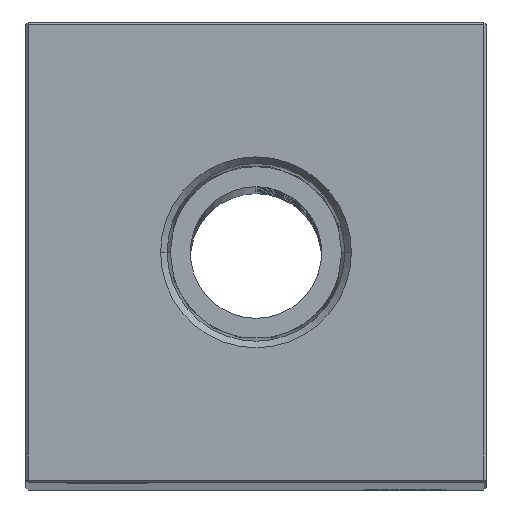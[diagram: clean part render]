
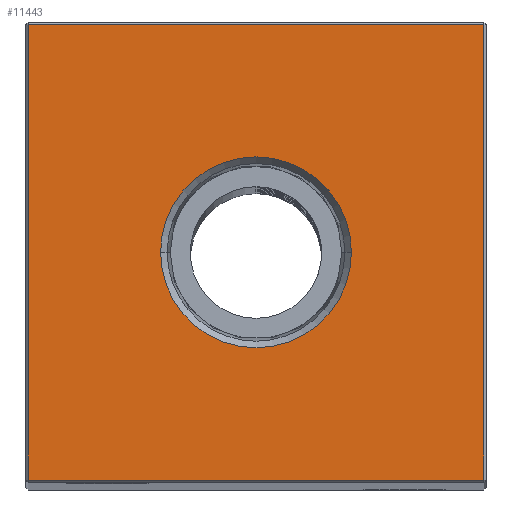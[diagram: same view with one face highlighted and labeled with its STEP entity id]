
A CAD part, top view. The second image highlights one B-rep face of the part: STEP entity #11443.
In plain terms, the highlighted planar face has unit normal (0, 0, 1).
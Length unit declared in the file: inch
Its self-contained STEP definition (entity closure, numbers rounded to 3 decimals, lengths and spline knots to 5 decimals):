
#1025 = CARTESIAN_POINT ( 'NONE',  ( 0., 0., 16. ) ) ;
#1485 = DIRECTION ( 'NONE',  ( 0., -1., 0. ) ) ;
#1815 = EDGE_LOOP ( 'NONE', ( #25104, #15439, #6878, #17472 ) ) ;
#2089 = CARTESIAN_POINT ( 'NONE',  ( -0.3626, 0., 16. ) ) ;
#2540 = CARTESIAN_POINT ( 'NONE',  ( 0.3626, 0., 16. ) ) ;
#2877 = DIRECTION ( 'NONE',  ( 0., 1., 0. ) ) ;
#4284 = EDGE_CURVE ( 'NONE', #7800, #15680, #27207, .T. ) ;
#4712 = EDGE_CURVE ( 'NONE', #27554, #22645, #10515, .T. ) ;
#4788 = CARTESIAN_POINT ( 'NONE',  ( 0.865, 0., 16. ) ) ;
#5144 = CARTESIAN_POINT ( 'NONE',  ( 0., 0., 16. ) ) ;
#5185 = ORIENTED_EDGE ( 'NONE', *, *, #26101, .F. ) ;
#6249 = CARTESIAN_POINT ( 'NONE',  ( 0., 0.865, 16. ) ) ;
#6821 = DIRECTION ( 'NONE',  ( 1., 0., 0. ) ) ;
#6878 = ORIENTED_EDGE ( 'NONE', *, *, #15278, .T. ) ;
#7800 = VERTEX_POINT ( 'NONE', #2540 ) ;
#8079 = AXIS2_PLACEMENT_3D ( 'NONE', #27169, #27028, #6821 ) ;
#8140 = CARTESIAN_POINT ( 'NONE',  ( -0.865, 0.865, 16. ) ) ;
#8927 = EDGE_CURVE ( 'NONE', #12161, #12985, #24265, .T. ) ;
#9399 = DIRECTION ( 'NONE',  ( -1., 0., 0. ) ) ;
#9941 = VECTOR ( 'NONE', #1485, 39.37008 ) ;
#9977 = DIRECTION ( 'NONE',  ( 0., 0., 1. ) ) ;
#9983 = DIRECTION ( 'NONE',  ( 0., 0., -1. ) ) ;
#10436 = CIRCLE ( 'NONE', #8079, 0.3626 ) ;
#10515 = LINE ( 'NONE', #6249, #10837 ) ;
#10837 = VECTOR ( 'NONE', #21808, 39.37008 ) ;
#11443 = ADVANCED_FACE ( 'NONE', ( #20698, #25093 ), #14384, .F. ) ;
#12135 = VECTOR ( 'NONE', #2877, 39.37008 ) ;
#12161 = VERTEX_POINT ( 'NONE', #23344 ) ;
#12163 = CARTESIAN_POINT ( 'NONE',  ( 0.865, 0.865, 16. ) ) ;
#12237 = ORIENTED_EDGE ( 'NONE', *, *, #4284, .F. ) ;
#12707 = VECTOR ( 'NONE', #24126, 39.37008 ) ;
#12985 = VERTEX_POINT ( 'NONE', #17543 ) ;
#14384 = PLANE ( 'NONE',  #23302 ) ;
#15278 = EDGE_CURVE ( 'NONE', #12985, #27554, #27059, .T. ) ;
#15439 = ORIENTED_EDGE ( 'NONE', *, *, #8927, .T. ) ;
#15680 = VERTEX_POINT ( 'NONE', #2089 ) ;
#17472 = ORIENTED_EDGE ( 'NONE', *, *, #4712, .T. ) ;
#17543 = CARTESIAN_POINT ( 'NONE',  ( 0.865, -0.865, 16. ) ) ;
#19069 = DIRECTION ( 'NONE',  ( 1., 0., 0. ) ) ;
#20698 = FACE_OUTER_BOUND ( 'NONE', #1815, .T. ) ;
#21583 = LINE ( 'NONE', #23784, #9941 ) ;
#21808 = DIRECTION ( 'NONE',  ( -1., 0., 0. ) ) ;
#22545 = AXIS2_PLACEMENT_3D ( 'NONE', #1025, #9977, #19069 ) ;
#22645 = VERTEX_POINT ( 'NONE', #8140 ) ;
#22998 = EDGE_LOOP ( 'NONE', ( #12237, #5185 ) ) ;
#23302 = AXIS2_PLACEMENT_3D ( 'NONE', #5144, #9983, #9399 ) ;
#23344 = CARTESIAN_POINT ( 'NONE',  ( -0.865, -0.865, 16. ) ) ;
#23784 = CARTESIAN_POINT ( 'NONE',  ( -0.865, 0., 16. ) ) ;
#23974 = CARTESIAN_POINT ( 'NONE',  ( 0., -0.865, 16. ) ) ;
#24126 = DIRECTION ( 'NONE',  ( 1., 0., 0. ) ) ;
#24265 = LINE ( 'NONE', #23974, #12707 ) ;
#24884 = EDGE_CURVE ( 'NONE', #22645, #12161, #21583, .T. ) ;
#25093 = FACE_BOUND ( 'NONE', #22998, .T. ) ;
#25104 = ORIENTED_EDGE ( 'NONE', *, *, #24884, .T. ) ;
#26101 = EDGE_CURVE ( 'NONE', #15680, #7800, #10436, .T. ) ;
#27028 = DIRECTION ( 'NONE',  ( 0., 0., 1. ) ) ;
#27059 = LINE ( 'NONE', #4788, #12135 ) ;
#27169 = CARTESIAN_POINT ( 'NONE',  ( 0., 0., 16. ) ) ;
#27207 = CIRCLE ( 'NONE', #22545, 0.3626 ) ;
#27554 = VERTEX_POINT ( 'NONE', #12163 ) ;
